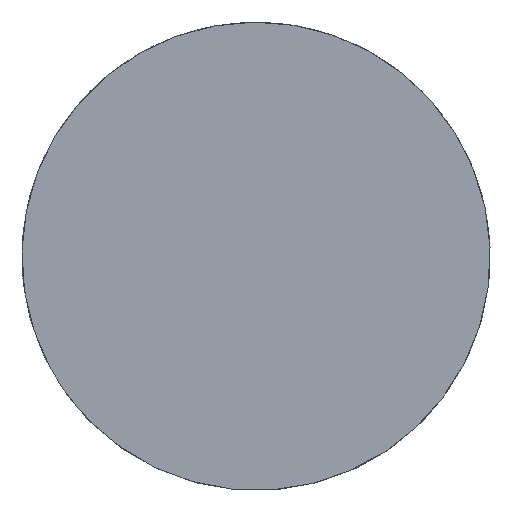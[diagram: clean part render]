
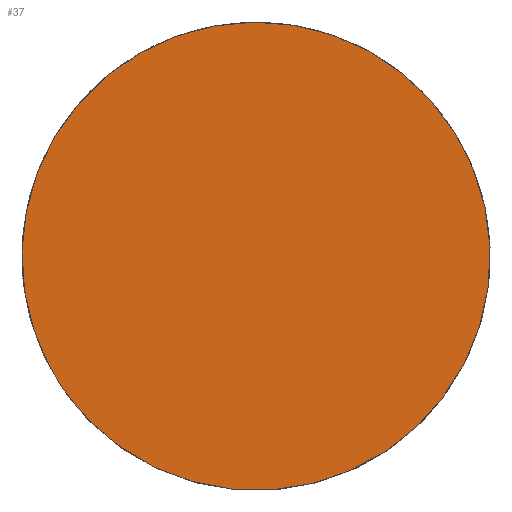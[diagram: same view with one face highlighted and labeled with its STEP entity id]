
A CAD part, top view. The second image highlights one B-rep face of the part: STEP entity #37.
In plain terms, the highlighted planar face has unit normal (0, 0, 1).
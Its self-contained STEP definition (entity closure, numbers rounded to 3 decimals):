
#37=ADVANCED_FACE('',(#42),#40,.F.);
#40=PLANE('',#91);
#42=FACE_OUTER_BOUND('',#44,.T.);
#44=EDGE_LOOP('',(#48));
#48=ORIENTED_EDGE('',*,*,#54,.F.);
#52=VERTEX_POINT('',#121);
#54=EDGE_CURVE('',#52,#52,#64,.T.);
#64=CIRCLE('',#90,12.7);
#90=AXIS2_PLACEMENT_3D('',#120,#105,#106);
#91=AXIS2_PLACEMENT_3D('',#122,#107,#108);
#105=DIRECTION('',(0.0,0.0,-1.0));
#106=DIRECTION('',(-0.882,-0.471,0.0));
#107=DIRECTION('',(0.0,0.0,-1.0));
#108=DIRECTION('',(0.707,0.707,0.0));
#120=CARTESIAN_POINT('',(12.7,12.7,0.));
#121=CARTESIAN_POINT('',(1.498,6.715,0.));
#122=CARTESIAN_POINT('',(12.7,12.7,0.));
